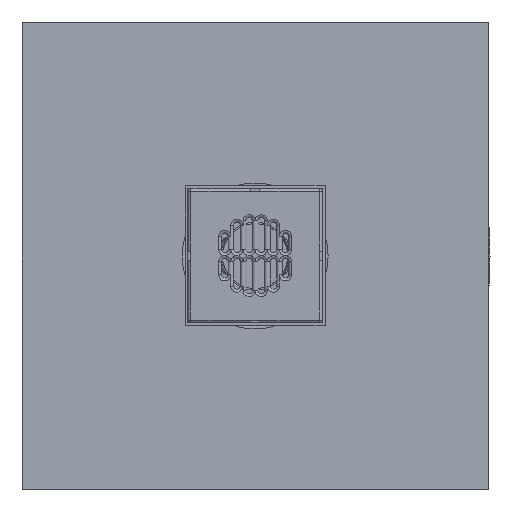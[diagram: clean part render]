
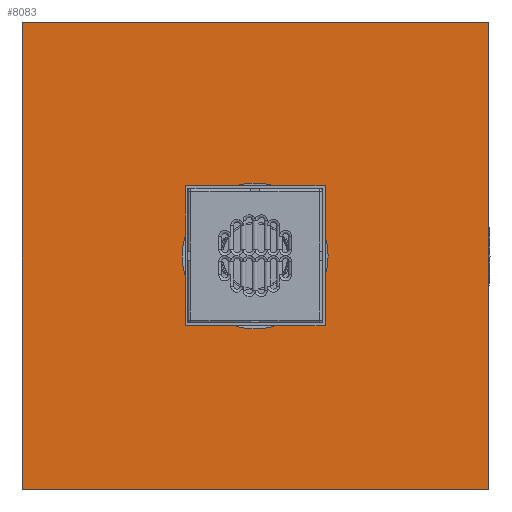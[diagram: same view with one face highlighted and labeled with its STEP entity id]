
A CAD part, top view. The second image highlights one B-rep face of the part: STEP entity #8083.
In plain terms, the highlighted planar face has unit normal (0, 0, 1).
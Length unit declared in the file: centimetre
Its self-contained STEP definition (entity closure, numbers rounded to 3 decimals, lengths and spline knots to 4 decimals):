
#314=LINE('',#12703,#858);
#316=LINE('',#12709,#860);
#319=LINE('',#12714,#863);
#322=LINE('',#12718,#866);
#858=VECTOR('',#9900,1.);
#860=VECTOR('',#9904,1.);
#863=VECTOR('',#9909,1.);
#866=VECTOR('',#9914,1.);
#1565=FACE_BOUND('',#2202,.T.);
#1661=FACE_OUTER_BOUND('',#2201,.T.);
#2201=EDGE_LOOP('',(#5523,#5524,#5525,#5526));
#2202=EDGE_LOOP('',(#5527));
#2796=CIRCLE('',#8692,78.2516);
#3366=VERTEX_POINT('',#12697);
#3368=VERTEX_POINT('',#12701);
#3369=VERTEX_POINT('',#12705);
#3371=VERTEX_POINT('',#12708);
#3390=VERTEX_POINT('',#12776);
#4146=EDGE_CURVE('',#3366,#3368,#314,.T.);
#4148=EDGE_CURVE('',#3371,#3369,#316,.T.);
#4151=EDGE_CURVE('',#3368,#3371,#319,.T.);
#4154=EDGE_CURVE('',#3366,#3369,#322,.T.);
#4182=EDGE_CURVE('',#3390,#3390,#2796,.T.);
#5523=ORIENTED_EDGE('',*,*,#4154,.F.);
#5524=ORIENTED_EDGE('',*,*,#4146,.T.);
#5525=ORIENTED_EDGE('',*,*,#4151,.T.);
#5526=ORIENTED_EDGE('',*,*,#4148,.T.);
#5527=ORIENTED_EDGE('',*,*,#4182,.T.);
#7828=PLANE('',#8695);
#8083=ADVANCED_FACE('',(#1661,#1565),#7828,.T.);
#8692=AXIS2_PLACEMENT_3D('',#12777,#9988,#9989);
#8695=AXIS2_PLACEMENT_3D('',#12780,#9994,#9995);
#9900=DIRECTION('',(1.,0.,0.));
#9904=DIRECTION('',(-1.,0.,0.));
#9909=DIRECTION('',(0.,1.,0.));
#9914=DIRECTION('',(0.,1.,0.));
#9988=DIRECTION('center_axis',(0.,0.,-1.));
#9989=DIRECTION('ref_axis',(1.,0.,0.));
#9994=DIRECTION('center_axis',(0.,0.,1.));
#9995=DIRECTION('ref_axis',(0.,1.,0.));
#12697=CARTESIAN_POINT('',(-250.,-250.,251.5));
#12701=CARTESIAN_POINT('',(250.,-250.,251.5));
#12703=CARTESIAN_POINT('',(0.,-250.,251.5));
#12705=CARTESIAN_POINT('',(-250.,250.,251.5));
#12708=CARTESIAN_POINT('',(250.,250.,251.5));
#12709=CARTESIAN_POINT('',(0.,250.,251.5));
#12714=CARTESIAN_POINT('',(250.,0.,251.5));
#12718=CARTESIAN_POINT('',(-250.,0.,251.5));
#12776=CARTESIAN_POINT('',(0.,-78.2516,251.5));
#12777=CARTESIAN_POINT('Origin',(0.,0.,251.5));
#12780=CARTESIAN_POINT('Origin',(0.,0.,251.5));
